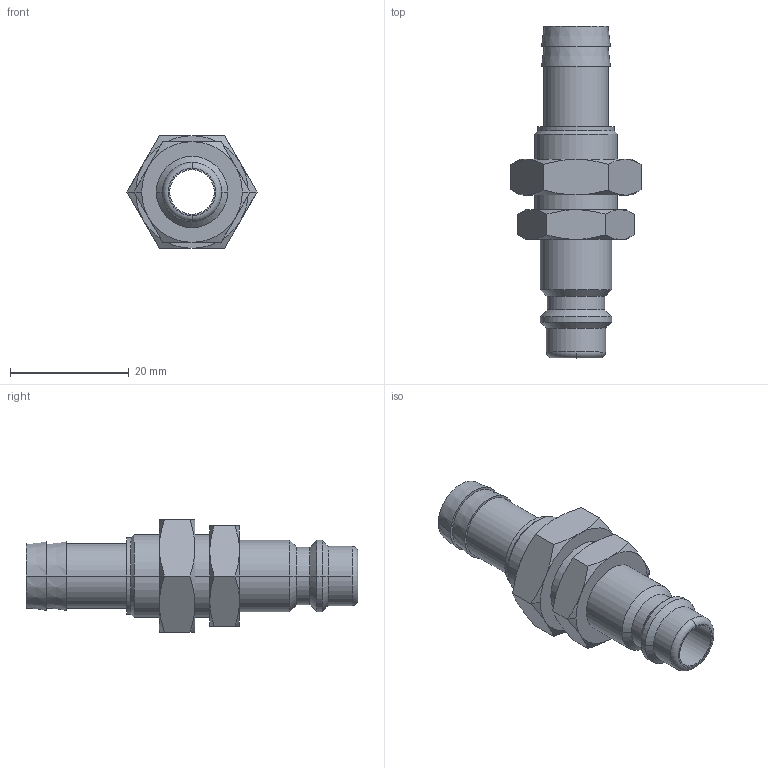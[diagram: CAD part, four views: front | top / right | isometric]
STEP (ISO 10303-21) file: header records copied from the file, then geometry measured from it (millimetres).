
FILE_DESCRIPTION(('STEP AP214'),'1');
FILE_NAME('es_10_ssv.stp','2020-03-05T08:46:10',('TraceParts'),('TraceParts S.A.'),'Spatial InterOp 3D',' ',' ');
FILE_SCHEMA(('automotive_design'));
Length unit declared in the file: millimetre
Products named in the file (2): 1; 2
Bounding box: 21.94 x 56 x 19 mm (x, y, z)
Volume: 5500.5 mm3; surface area: 4858.8 mm2
Topology: 2 solids, 2 shells, 89 faces, 189 edges, 109 vertices
Faces by surface type: cone 48, plane 21, cylinder 18, torus 2
Entity records: 2921 total; most frequent: CARTESIAN_POINT 581, DIRECTION 410, ORIENTED_EDGE 378, EDGE_CURVE 189, AXIS2_PLACEMENT_3D 178, VERTEX_POINT 109, EDGE_LOOP 98, ADVANCED_FACE 89
